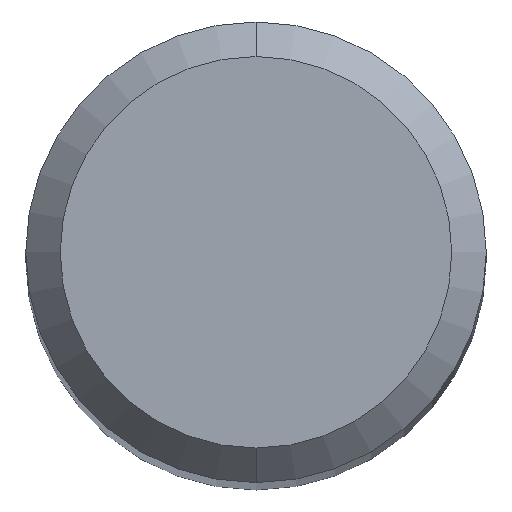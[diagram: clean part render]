
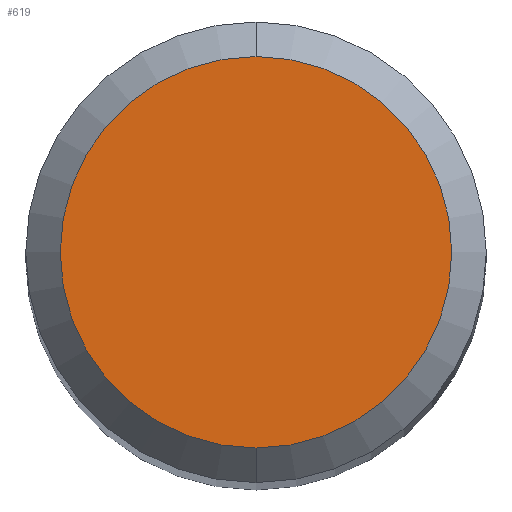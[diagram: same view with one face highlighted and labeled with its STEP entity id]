
A CAD part, top view. The second image highlights one B-rep face of the part: STEP entity #619.
In plain terms, the highlighted planar face has unit normal (0, 0, 1).
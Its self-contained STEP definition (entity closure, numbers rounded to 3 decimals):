
#257=EDGE_CURVE('',#371,#563,#691,.T.);
#371=VERTEX_POINT('',#814);
#469=EDGE_CURVE('',#563,#371,#925,.T.);
#563=VERTEX_POINT('',#1027);
#619=ADVANCED_FACE('',(#1088),#1089,.T.);
#691=CIRCLE('',#1160,1.7);
#814=CARTESIAN_POINT('',(0.0,1.7,0.0));
#925=CIRCLE('',#1527,1.7);
#1027=CARTESIAN_POINT('',(0.,-1.7,0.0));
#1088=FACE_OUTER_BOUND('',#1815,.T.);
#1089=PLANE('',#1816);
#1160=AXIS2_PLACEMENT_3D('',#1915,#1916,#1917);
#1527=AXIS2_PLACEMENT_3D('',#2266,#2267,#2268);
#1815=EDGE_LOOP('',(#2480,#2481));
#1816=AXIS2_PLACEMENT_3D('',#2482,#2483,#2484);
#1915=CARTESIAN_POINT('',(0.0,0.0,0.0));
#1916=DIRECTION('',(0.0,0.0,-1.0));
#1917=DIRECTION('',(0.0,1.0,0.0));
#2266=CARTESIAN_POINT('',(0.0,0.0,0.0));
#2267=DIRECTION('',(0.0,0.0,-1.0));
#2268=DIRECTION('',(0.0,1.0,0.0));
#2480=ORIENTED_EDGE('',*,*,#257,.F.);
#2481=ORIENTED_EDGE('',*,*,#469,.F.);
#2482=CARTESIAN_POINT('',(0.0,0.85,0.0));
#2483=DIRECTION('',(-0.0,0.0,1.0));
#2484=DIRECTION('',(0.0,-1.0,0.0));
